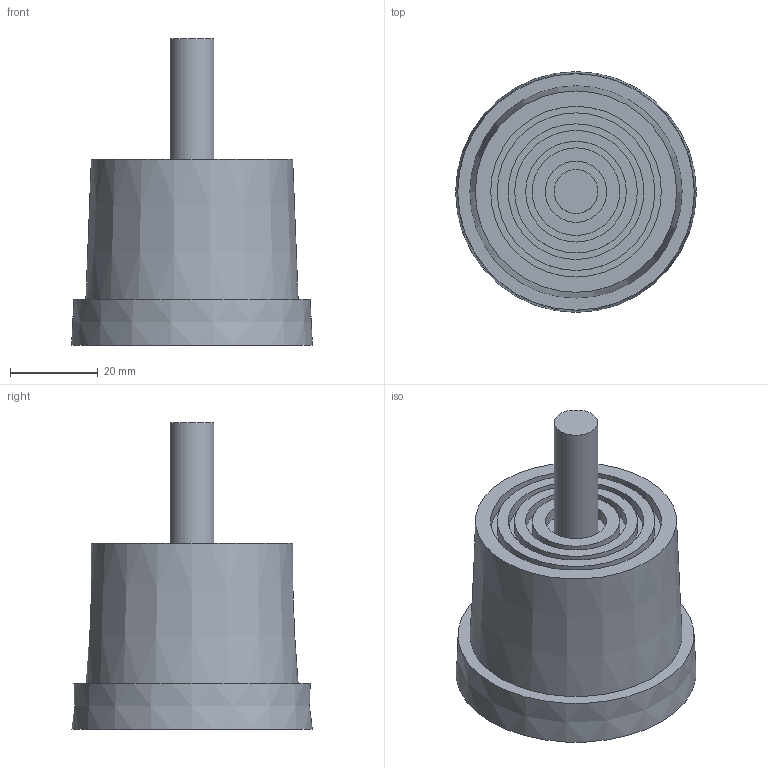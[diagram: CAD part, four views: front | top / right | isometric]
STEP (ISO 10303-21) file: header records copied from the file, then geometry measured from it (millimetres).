
FILE_DESCRIPTION(/* description */ (''),/* implementation_level */ '2;1');
FILE_NAME(/* name */ 'DR_PRM10-4.stp',/* time_stamp */ '2023-04-18T11:59:53+09:00',/* author */ ('user'),/* organization */ (''),/* preprocessor_version */ 'ST-DEVELOPER v15.6',/* originating_system */ 'Autodesk Inventor 2015',/* authorisation */ '');
FILE_SCHEMA (('AUTOMOTIVE_DESIGN { 1 0 10303 214 3 1 1 }'));
Length unit declared in the file: millimetre
Products named in the file (1): DR_PRM10-4
Bounding box: 55 x 55 x 70 mm (x, y, z)
Volume: 77842 mm3; surface area: 15771.1 mm2
Topology: 1 solids, 1 shells, 37 faces, 54 edges, 36 vertices
Faces by surface type: plane 19, cylinder 16, cone 2
Full cylindrical faces by diameter (mm): 9.5 x1, 10 x1, 11 x1, 14 x1, 17 x1, 20 x1, 23 x2, 28 x1, 29 x1, 31 x1, 35 x1, 36 x1, 39 x1, 41 x1, 47 x1
Entity records: 758 total; most frequent: DIRECTION 148, CARTESIAN_POINT 110, AXIS2_PLACEMENT_3D 74, EDGE_LOOP 72, ORIENTED_EDGE 72, FACE_OUTER_BOUND 37, ADVANCED_FACE 37, CIRCLE 36
